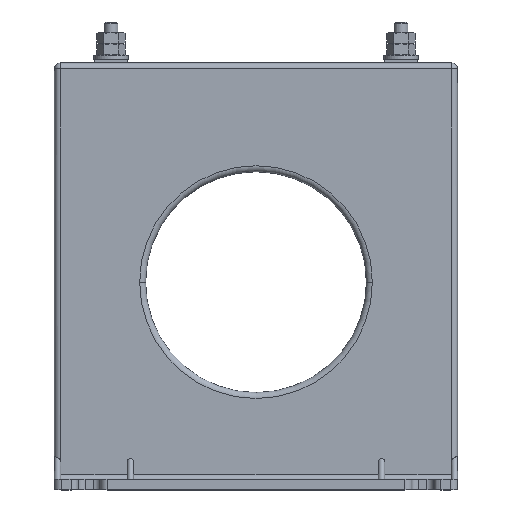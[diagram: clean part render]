
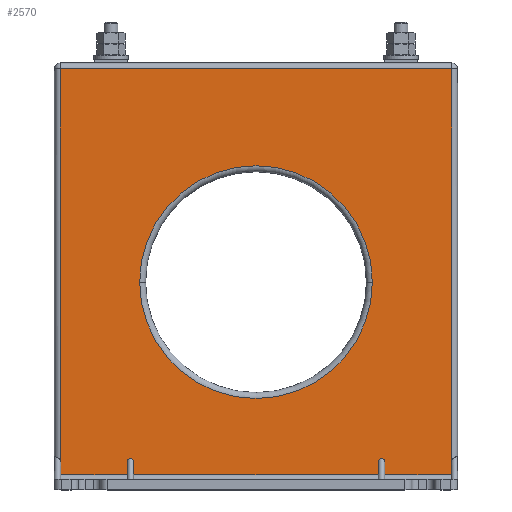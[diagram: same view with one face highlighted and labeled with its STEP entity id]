
A CAD part, top view. The second image highlights one B-rep face of the part: STEP entity #2570.
In plain terms, the highlighted planar face has unit normal (0, 0, 1).
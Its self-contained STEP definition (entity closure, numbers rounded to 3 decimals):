
#129=CARTESIAN_POINT('',(0.,-1.65,14.));
#130=DIRECTION('',(0.,0.,-1.));
#131=DIRECTION('',(-1.,0.,0.));
#132=AXIS2_PLACEMENT_3D('',#129,#130,#131);
#134=CARTESIAN_POINT('',(0.,-1.65,14.));
#135=DIRECTION('',(0.,0.,-1.));
#136=DIRECTION('',(1.,0.,0.));
#137=AXIS2_PLACEMENT_3D('',#134,#135,#136);
#139=DIRECTION('',(0.,1.,0.));
#140=VECTOR('',#139,3.427);
#141=CARTESIAN_POINT('',(-56.15,-57.,14.));
#142=LINE('',#141,#140);
#143=DIRECTION('',(0.,1.,0.));
#144=VECTOR('',#143,112.64);
#145=CARTESIAN_POINT('',(-56.25,-52.99,14.));
#146=LINE('',#145,#144);
#147=DIRECTION('',(-1.,0.,0.));
#148=VECTOR('',#147,112.5);
#149=CARTESIAN_POINT('',(56.25,59.65,14.));
#150=LINE('',#149,#148);
#151=DIRECTION('',(0.,-1.,0.));
#152=VECTOR('',#151,112.64);
#153=CARTESIAN_POINT('',(56.25,59.65,14.));
#154=LINE('',#153,#152);
#155=DIRECTION('',(0.,1.,0.));
#156=VECTOR('',#155,3.427);
#157=CARTESIAN_POINT('',(56.15,-57.,14.));
#158=LINE('',#157,#156);
#159=DIRECTION('',(-1.,0.,0.));
#160=VECTOR('',#159,19.15);
#161=CARTESIAN_POINT('',(56.15,-57.,14.));
#162=LINE('',#161,#160);
#163=DIRECTION('',(0.,1.,0.));
#164=VECTOR('',#163,3.427);
#165=CARTESIAN_POINT('',(37.,-57.,14.));
#166=LINE('',#165,#164);
#167=CARTESIAN_POINT('',(37.,-53.573,14.));
#168=CARTESIAN_POINT('',(37.,-53.273,14.));
#169=CARTESIAN_POINT('',(36.866,-52.744,14.));
#170=CARTESIAN_POINT('',(36.433,-52.354,14.));
#171=CARTESIAN_POINT('',(36.1,-52.273,14.));
#172=CARTESIAN_POINT('',(35.767,-52.354,14.));
#173=CARTESIAN_POINT('',(35.334,-52.744,14.));
#174=CARTESIAN_POINT('',(35.2,-53.273,14.));
#175=CARTESIAN_POINT('',(35.2,-53.573,14.));
#177=DIRECTION('',(0.,1.,0.));
#178=VECTOR('',#177,3.427);
#179=CARTESIAN_POINT('',(35.2,-57.,14.));
#180=LINE('',#179,#178);
#181=DIRECTION('',(-1.,0.,0.));
#182=VECTOR('',#181,70.4);
#183=CARTESIAN_POINT('',(35.2,-57.,14.));
#184=LINE('',#183,#182);
#185=DIRECTION('',(0.,1.,0.));
#186=VECTOR('',#185,3.427);
#187=CARTESIAN_POINT('',(-35.2,-57.,14.));
#188=LINE('',#187,#186);
#189=CARTESIAN_POINT('',(-35.2,-53.573,14.));
#190=CARTESIAN_POINT('',(-35.2,-53.273,14.));
#191=CARTESIAN_POINT('',(-35.334,-52.744,14.));
#192=CARTESIAN_POINT('',(-35.767,-52.354,14.));
#193=CARTESIAN_POINT('',(-36.1,-52.273,14.));
#194=CARTESIAN_POINT('',(-36.433,-52.354,14.));
#195=CARTESIAN_POINT('',(-36.866,-52.744,14.));
#196=CARTESIAN_POINT('',(-37.,-53.273,14.));
#197=CARTESIAN_POINT('',(-37.,-53.573,14.));
#199=DIRECTION('',(0.,1.,0.));
#200=VECTOR('',#199,3.427);
#201=CARTESIAN_POINT('',(-37.,-57.,14.));
#202=LINE('',#201,#200);
#203=DIRECTION('',(-1.,0.,0.));
#204=VECTOR('',#203,19.15);
#205=CARTESIAN_POINT('',(-37.,-57.,14.));
#206=LINE('',#205,#204);
#535=CARTESIAN_POINT('',(-56.25,-52.99,14.));
#536=CARTESIAN_POINT('',(-56.181,-53.178,14.));
#537=CARTESIAN_POINT('',(-56.15,-53.373,14.));
#538=CARTESIAN_POINT('',(-56.15,-53.573,14.));
#1181=CARTESIAN_POINT('',(56.15,-53.573,14.));
#1182=CARTESIAN_POINT('',(56.15,-53.373,14.));
#1183=CARTESIAN_POINT('',(56.181,-53.178,14.));
#1184=CARTESIAN_POINT('',(56.25,-52.99,14.));
#1926=CARTESIAN_POINT('',(-33.45,-1.65,14.));
#1927=CARTESIAN_POINT('',(33.45,-1.65,14.));
#1928=VERTEX_POINT('',#1926);
#1929=VERTEX_POINT('',#1927);
#2231=CARTESIAN_POINT('',(37.,-57.,14.));
#2233=VERTEX_POINT('',#2231);
#2234=CARTESIAN_POINT('',(56.15,-57.,14.));
#2235=VERTEX_POINT('',#2234);
#2239=CARTESIAN_POINT('',(-35.2,-57.,14.));
#2241=VERTEX_POINT('',#2239);
#2242=CARTESIAN_POINT('',(35.2,-57.,14.));
#2243=VERTEX_POINT('',#2242);
#2247=CARTESIAN_POINT('',(-56.15,-57.,14.));
#2249=VERTEX_POINT('',#2247);
#2250=CARTESIAN_POINT('',(-37.,-57.,14.));
#2251=VERTEX_POINT('',#2250);
#2254=CARTESIAN_POINT('',(56.25,59.65,14.));
#2256=VERTEX_POINT('',#2254);
#2258=CARTESIAN_POINT('',(-56.25,59.65,14.));
#2259=VERTEX_POINT('',#2258);
#2295=CARTESIAN_POINT('',(-37.,-53.573,14.));
#2297=VERTEX_POINT('',#2295);
#2298=CARTESIAN_POINT('',(-35.2,-53.573,14.));
#2300=VERTEX_POINT('',#2298);
#2303=CARTESIAN_POINT('',(35.2,-53.573,14.));
#2305=VERTEX_POINT('',#2303);
#2306=CARTESIAN_POINT('',(37.,-53.573,14.));
#2308=VERTEX_POINT('',#2306);
#2391=CARTESIAN_POINT('',(56.15,-53.573,14.));
#2393=VERTEX_POINT('',#2391);
#2402=CARTESIAN_POINT('',(-56.15,-53.573,14.));
#2404=VERTEX_POINT('',#2402);
#2408=VERTEX_POINT('',#1184);
#2409=VERTEX_POINT('',#535);
#2526=CARTESIAN_POINT('',(0.,0.,14.));
#2527=DIRECTION('',(0.,0.,1.));
#2528=DIRECTION('',(1.,0.,0.));
#2529=AXIS2_PLACEMENT_3D('',#2526,#2527,#2528);
#2530=PLANE('',#2529);
#2532=ORIENTED_EDGE('',*,*,#2531,.T.);
#2534=ORIENTED_EDGE('',*,*,#2533,.F.);
#2536=ORIENTED_EDGE('',*,*,#2535,.T.);
#2538=ORIENTED_EDGE('',*,*,#2537,.F.);
#2540=ORIENTED_EDGE('',*,*,#2539,.T.);
#2542=ORIENTED_EDGE('',*,*,#2541,.F.);
#2544=ORIENTED_EDGE('',*,*,#2543,.F.);
#2546=ORIENTED_EDGE('',*,*,#2545,.T.);
#2548=ORIENTED_EDGE('',*,*,#2547,.T.);
#2550=ORIENTED_EDGE('',*,*,#2549,.T.);
#2552=ORIENTED_EDGE('',*,*,#2551,.F.);
#2554=ORIENTED_EDGE('',*,*,#2553,.T.);
#2556=ORIENTED_EDGE('',*,*,#2555,.T.);
#2558=ORIENTED_EDGE('',*,*,#2557,.T.);
#2560=ORIENTED_EDGE('',*,*,#2559,.F.);
#2562=ORIENTED_EDGE('',*,*,#2561,.T.);
#2563=EDGE_LOOP('',(#2532,#2534,#2536,#2538,#2540,#2542,#2544,#2546,#2548,#2550,
#2552,#2554,#2556,#2558,#2560,#2562));
#2564=FACE_OUTER_BOUND('',#2563,.F.);
#2566=ORIENTED_EDGE('',*,*,#2565,.F.);
#2567=ORIENTED_EDGE('',*,*,#2516,.F.);
#2568=EDGE_LOOP('',(#2566,#2567));
#2569=FACE_BOUND('',#2568,.F.);
#2570=ADVANCED_FACE('',(#2564,#2569),#2530,.T.);
#133=CIRCLE('',#132,33.45);
#138=CIRCLE('',#137,33.45);
#176=B_SPLINE_CURVE_WITH_KNOTS('',3,(#167,#168,#169,#170,#171,#172,#173,#174,
#175),.UNSPECIFIED.,.F.,.F.,(4,1,1,1,1,1,4),(0.,0.25,0.375,0.5,0.625,
0.75,1.),.UNSPECIFIED.);
#198=B_SPLINE_CURVE_WITH_KNOTS('',3,(#189,#190,#191,#192,#193,#194,#195,#196,
#197),.UNSPECIFIED.,.F.,.F.,(4,1,1,1,1,1,4),(0.,0.25,0.375,0.5,0.625,
0.75,1.),.UNSPECIFIED.);
#539=B_SPLINE_CURVE_WITH_KNOTS('',3,(#535,#536,#537,#538),.UNSPECIFIED.,.F.,.F.,
(4,4),(0.,1.),.UNSPECIFIED.);
#1185=B_SPLINE_CURVE_WITH_KNOTS('',3,(#1181,#1182,#1183,#1184),.UNSPECIFIED.,
.F.,.F.,(4,4),(0.,1.),.UNSPECIFIED.);
#2516=EDGE_CURVE('',#1929,#1928,#138,.T.);
#2531=EDGE_CURVE('',#2249,#2404,#142,.T.);
#2533=EDGE_CURVE('',#2409,#2404,#539,.T.);
#2535=EDGE_CURVE('',#2409,#2259,#146,.T.);
#2537=EDGE_CURVE('',#2256,#2259,#150,.T.);
#2539=EDGE_CURVE('',#2256,#2408,#154,.T.);
#2541=EDGE_CURVE('',#2393,#2408,#1185,.T.);
#2543=EDGE_CURVE('',#2235,#2393,#158,.T.);
#2545=EDGE_CURVE('',#2235,#2233,#162,.T.);
#2547=EDGE_CURVE('',#2233,#2308,#166,.T.);
#2549=EDGE_CURVE('',#2308,#2305,#176,.T.);
#2551=EDGE_CURVE('',#2243,#2305,#180,.T.);
#2553=EDGE_CURVE('',#2243,#2241,#184,.T.);
#2555=EDGE_CURVE('',#2241,#2300,#188,.T.);
#2557=EDGE_CURVE('',#2300,#2297,#198,.T.);
#2559=EDGE_CURVE('',#2251,#2297,#202,.T.);
#2561=EDGE_CURVE('',#2251,#2249,#206,.T.);
#2565=EDGE_CURVE('',#1928,#1929,#133,.T.);
